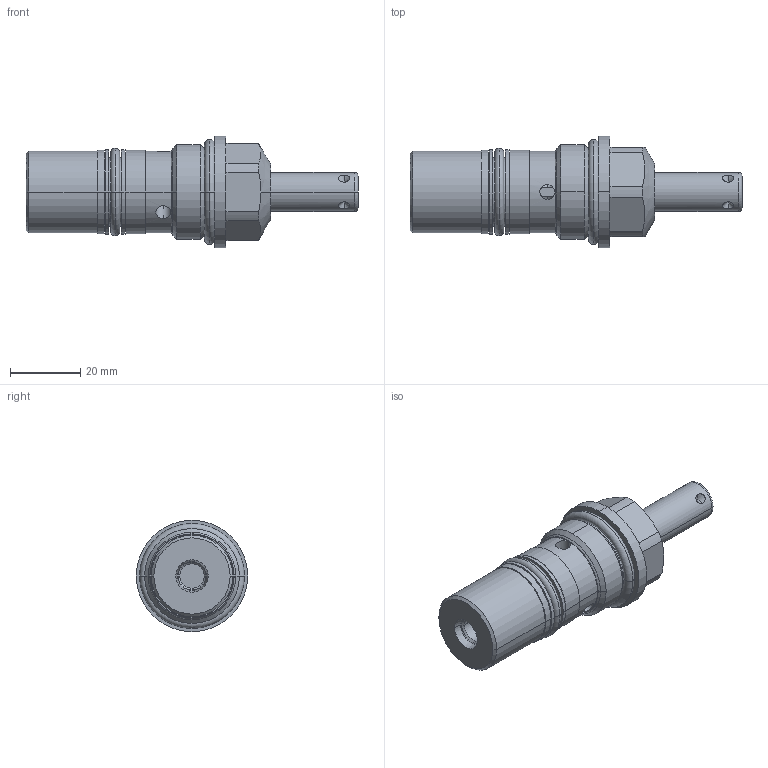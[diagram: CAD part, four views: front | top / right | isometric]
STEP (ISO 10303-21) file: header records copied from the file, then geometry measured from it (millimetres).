
FILE_DESCRIPTION((''),'2;1');
FILE_NAME('ILC25110502','2022-01-21T09:13:42',('rkuestersteffen'),(''),'CREO PARAMETRIC BY PTC INC, 2021164','CREO PARAMETRIC BY PTC INC, 2021164','');
FILE_SCHEMA(('AUTOMOTIVE_DESIGN { 1 0 10303 214 1 1 1 1 }'));
Length unit declared in the file: inch
Products named in the file (1): ILC25110502
Bounding box: 94.59 x 31.75 x 31.75 mm (x, y, z)
Volume: 34906.9 mm3; surface area: 11873 mm2
Topology: 3 solids, 6 shells, 106 faces, 253 edges, 156 vertices
Faces by surface type: cylinder 48, plane 26, cone 22, torus 10
Entity records: 4724 total; most frequent: CARTESIAN_POINT 910, DIRECTION 598, ORIENTED_EDGE 474, PRESENTATION_STYLE_ASSIGNMENT 293, STYLED_ITEM 264, CURVE_STYLE 258, AXIS2_PLACEMENT_3D 248, EDGE_CURVE 243
